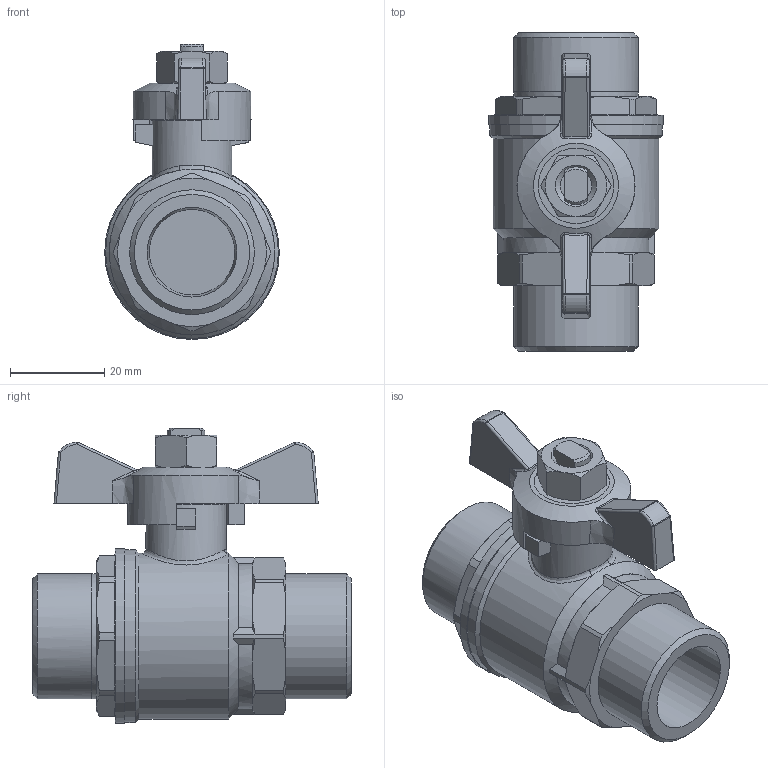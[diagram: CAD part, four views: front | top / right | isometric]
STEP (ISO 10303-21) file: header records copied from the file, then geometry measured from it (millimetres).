
FILE_DESCRIPTION(/* description */ ('Unknown'),/* implementation_level */ '2;1');
FILE_NAME(/* name */ '626-05',/* time_stamp */ '2022-03-21T08:28:44+01:00',/* author */ ('Unknown'),/* organization */ ('Unknown'),/* preprocessor_version */ 'ST-DEVELOPER v16.7',/* originating_system */ 'Solid Edge',/* authorisation */ 'Unknown');
FILE_SCHEMA (('AUTOMOTIVE_DESIGN {1 0 10303 214 3 1 1}'));
Length unit declared in the file: millimetre
Products named in the file (9): 2.145.020; 620-05; 600-04_Spindel; 600-04_Stopfbuchse; 610-05_Einschraubteil; 620-05_Körper; Mutter_M8; Flügelgriff 1_4 - 3_4
Assembly tree (8 placements, depth 4):
  2.145.020
    620-05
      600-04_Spindel
        600-04_Stopfbuchse
        600-04_Spindel
      610-05_Einschraubteil
      620-05_Körper
    Mutter_M8
    Flügelgriff 1_4 - 3_4
Bounding box: 37 x 67.5 x 62.5 mm (x, y, z)
Volume: 32885.8 mm3; surface area: 22324.3 mm2
Topology: 6 solids, 14 shells, 314 faces, 748 edges, 476 vertices
Faces by surface type: plane 138, cylinder 80, cone 66, bspline 20, sphere 10
Full cylindrical faces by diameter (mm): 1.5 x1, 6.6 x1, 6.75 x1, 8.9 x2, 9.1 x1, 9.3 x1, 10.5 x1, 12 x1, 12.376 x2, 14 x2, 16 x1, 17 x1, 18.12 x1, 18.5 x1, 19 x1, 26 x2, 26.441 x2, 26.45 x1, 30.376 x2, 32 x1, 32.5 x1, 35.1 x1, 36.6 x1, 37 x1
Entity records: 12040 total; most frequent: CARTESIAN_POINT 3831, DIRECTION 1398, ORIENTED_EDGE 1344, EDGE_CURVE 672, AXIS2_PLACEMENT_3D 579, VERTEX_POINT 451, EDGE_LOOP 393, FACE_BOUND 393
